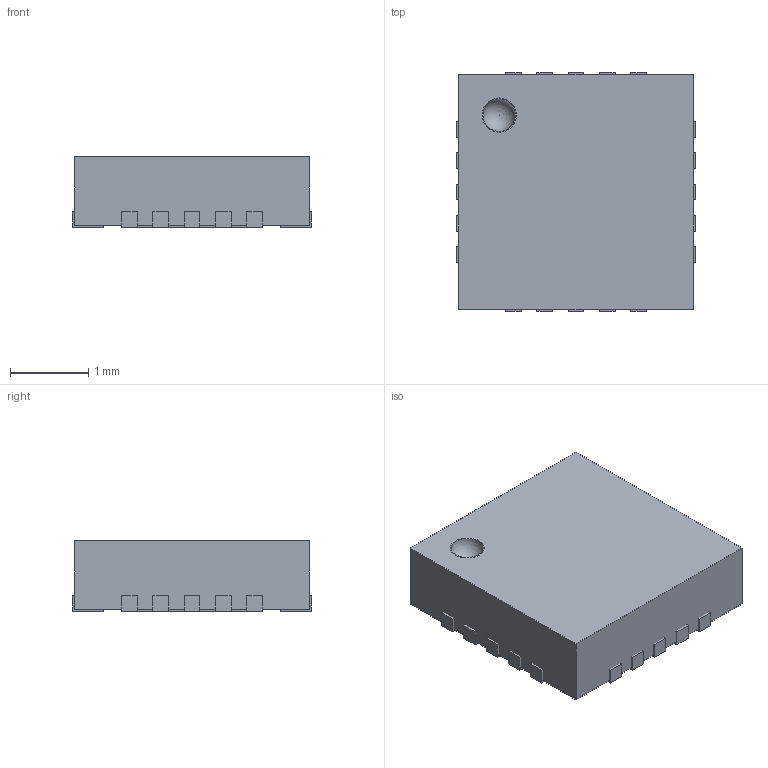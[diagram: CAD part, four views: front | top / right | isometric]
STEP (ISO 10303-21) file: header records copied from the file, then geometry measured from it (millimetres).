
FILE_DESCRIPTION( ( '' ), ' ' );
FILE_NAME( '5972e60083f9870ff0cbe11d.step', '2017-07-22T05:43:29', ( '' ), ( '' ), ' ', ' ', ' ' );
FILE_SCHEMA( ( 'AUTOMOTIVE_DESIGN { 1 0 10303 214 1 1 1 1 }' ) );
Length unit declared in the file: metre
Products named in the file (23): Open CASCADE STEP translator 6.8 46; Open CASCADE STEP translator 6.8 45; Open CASCADE STEP translator 6.8 44; Open CASCADE STEP translator 6.8 43; Open CASCADE STEP translator 6.8 42; Open CASCADE STEP translator 6.8 41; Open CASCADE STEP translator 6.8 40; Open CASCADE STEP translator 6.8 39; Open CASCADE STEP translator 6.8 38; Open CASCADE STEP translator 6.8 37; Open CASCADE STEP translator 6.8 36; Open CASCADE STEP translator 6.8 35; Open CASCADE STEP translator 6.8 34; Open CASCADE STEP translator 6.8 33; Open CASCADE STEP translator 6.8 32; Open CASCADE STEP translator 6.8 31; Open CASCADE STEP translator 6.8 30; Open CASCADE STEP translator 6.8 29; Open CASCADE STEP translator 6.8 28; Open CASCADE STEP translator 6.8 27; Open CASCADE STEP translator 6.8 26; Open CASCADE STEP translator 6.8 25; Open CASCADE STEP translator 6.8 24
Bounding box: 3.05 x 3.05 x 0.9 mm (x, y, z)
Surface area: 43.6 mm2
Topology: 23 solids, 23 shells, 136 faces, 273 edges, 182 vertices
Faces by surface type: plane 133, sphere 3
Entity records: 6089 total; most frequent: CARTESIAN_POINT 608, DIRECTION 588, ORIENTED_EDGE 534, STYLED_ITEM 403, PRESENTATION_STYLE_ASSIGNMENT 403, COLOUR_RGB 403, EDGE_CURVE 267, CURVE_STYLE 267
